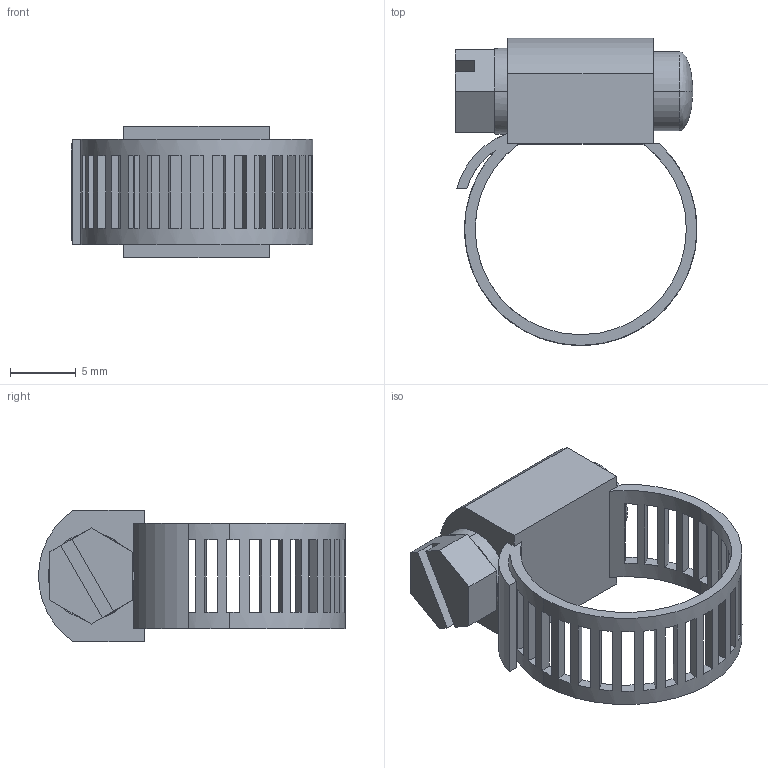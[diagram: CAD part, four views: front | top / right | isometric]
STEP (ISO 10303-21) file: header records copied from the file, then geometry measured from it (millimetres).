
FILE_DESCRIPTION (( 'STEP AP214' ), '1' );
FILE_NAME ('Pipe_Clamp.STEP', '2017-08-19T06:36:06', ( 'Sidh Singh' ), ( '' ), 'SwSTEP 2.0', 'SolidWorks 2012', '' );
FILE_SCHEMA (( 'AUTOMOTIVE_DESIGN' ));
Length unit declared in the file: millimetre
Products named in the file (1): Pipe_Clamp
Bounding box: 18.32 x 23.26 x 10 mm (x, y, z)
Volume: 1179.1 mm3; surface area: 1434 mm2
Topology: 1 solids, 1 shells, 147 faces, 440 edges, 287 vertices
Faces by surface type: plane 132, cylinder 13, bspline 2
Entity records: 5126 total; most frequent: CARTESIAN_POINT 916, DIRECTION 876, ORIENTED_EDGE 876, EDGE_CURVE 438, AXIS2_PLACEMENT_3D 295, VERTEX_POINT 287, LINE 286, VECTOR 286
